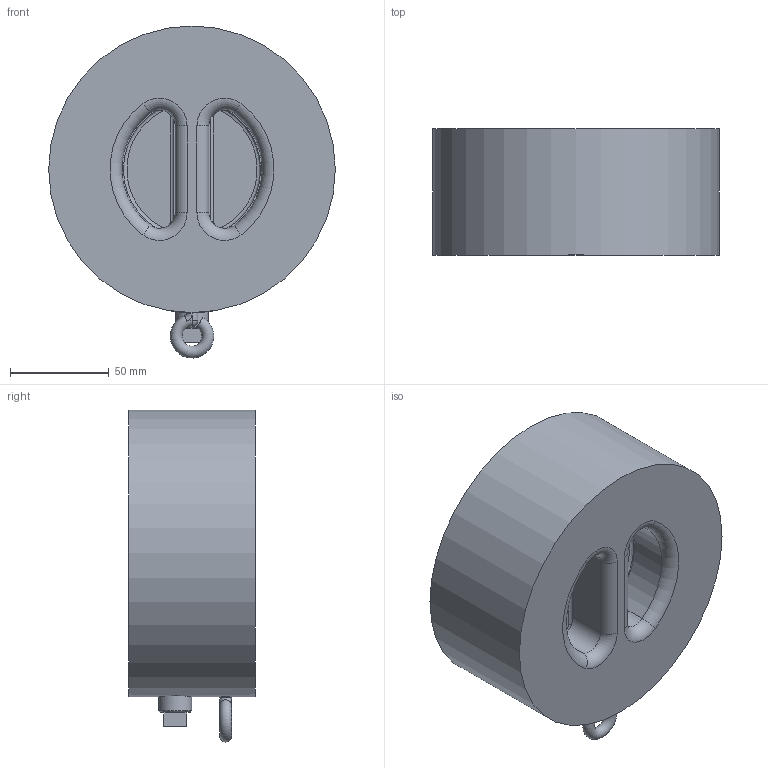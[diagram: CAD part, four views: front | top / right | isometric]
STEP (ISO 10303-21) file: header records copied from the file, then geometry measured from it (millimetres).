
FILE_DESCRIPTION((''),'2;1');
FILE_NAME('98100223.stp','2008-10-13T14:44:55',('hecker'),(''),'Autodesk Inventor 2008','Autodesk Inventor 2008','');
FILE_SCHEMA(('AUTOMOTIVE_DESIGN { 1 0 10303 214 1 1 1 1 }'));
Length unit declared in the file: millimetre
Products named in the file (1): 98100223
Bounding box: 145 x 64 x 167.97 mm (x, y, z)
Volume: 791551.5 mm3; surface area: 92789.3 mm2
Topology: 1 solids, 2 shells, 197 faces, 495 edges, 317 vertices
Faces by surface type: plane 91, cylinder 63, bspline 20, torus 18, cone 4, sphere 1
Full cylindrical faces by diameter (mm): 0.8 x8, 4.917 x1, 6 x1, 10.497 x18, 16 x6, 16.66 x1, 95 x1, 145 x1
Entity records: 11181 total; most frequent: CARTESIAN_POINT 6766, DIRECTION 888, ORIENTED_EDGE 810, EDGE_CURVE 405, AXIS2_PLACEMENT_3D 365, VERTEX_POINT 281, EDGE_LOOP 256, CIRCLE 187
